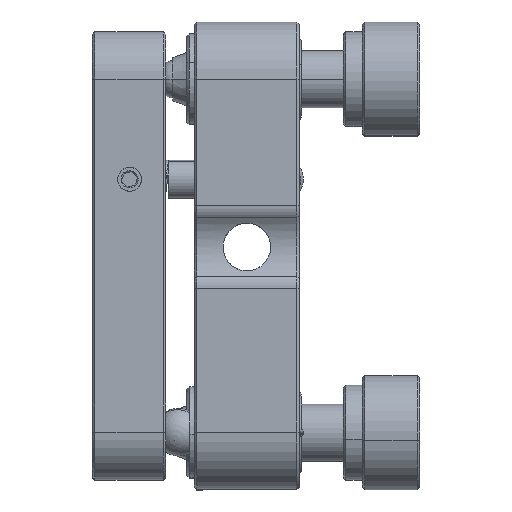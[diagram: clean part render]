
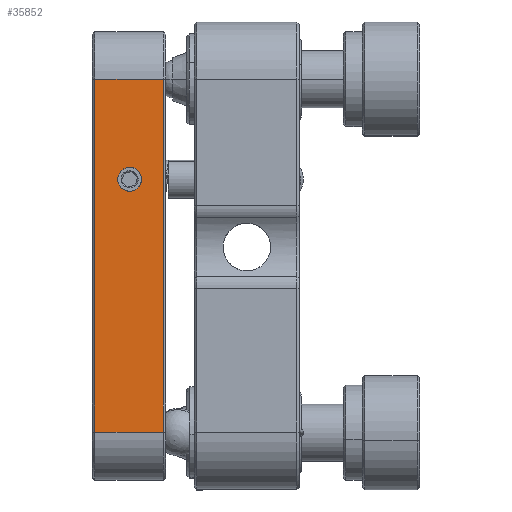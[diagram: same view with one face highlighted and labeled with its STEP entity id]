
A CAD part, top view. The second image highlights one B-rep face of the part: STEP entity #35852.
In plain terms, the highlighted planar face has unit normal (0, 0, 1).
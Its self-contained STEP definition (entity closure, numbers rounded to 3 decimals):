
#16 = CIRCLE ( 'NONE', #57935, 1.25 ) ;
#1458 = DIRECTION ( 'NONE',  ( 0., 1., 0. ) ) ;
#1482 = VECTOR ( 'NONE', #30461, 1000. ) ;
#2207 = LINE ( 'NONE', #10396, #1482 ) ;
#2872 = EDGE_CURVE ( 'NONE', #57773, #40069, #16, .T. ) ;
#4400 = ORIENTED_EDGE ( 'NONE', *, *, #35566, .F. ) ;
#4426 = VERTEX_POINT ( 'NONE', #13703 ) ;
#4996 = EDGE_CURVE ( 'NONE', #24322, #36236, #2207, .T. ) ;
#7125 = CARTESIAN_POINT ( 'NONE',  ( -11.046, 8., 23.5 ) ) ;
#7989 = DIRECTION ( 'NONE',  ( 0., 0., -1. ) ) ;
#8949 = DIRECTION ( 'NONE',  ( 0., 0., -1. ) ) ;
#10396 = CARTESIAN_POINT ( 'NONE',  ( -8.496, 18.5, 23.5 ) ) ;
#12358 = ORIENTED_EDGE ( 'NONE', *, *, #34025, .F. ) ;
#12949 = EDGE_LOOP ( 'NONE', ( #4400, #35995, #40502, #12358 ) ) ;
#13703 = CARTESIAN_POINT ( 'NONE',  ( -15.946, -18.5, 23.5 ) ) ;
#13819 = EDGE_CURVE ( 'NONE', #40069, #57773, #40912, .T. ) ;
#14354 = FACE_BOUND ( 'NONE', #24717, .T. ) ;
#16297 = CARTESIAN_POINT ( 'NONE',  ( -15.946, 23.5, 23.5 ) ) ;
#17198 = ORIENTED_EDGE ( 'NONE', *, *, #13819, .T. ) ;
#17269 = DIRECTION ( 'NONE',  ( -1., 0., 0. ) ) ;
#18230 = LINE ( 'NONE', #27733, #30752 ) ;
#22243 = LINE ( 'NONE', #54507, #58930 ) ;
#22630 = CARTESIAN_POINT ( 'NONE',  ( -12.296, 8., 23.5 ) ) ;
#23050 = VECTOR ( 'NONE', #1458, 1000. ) ;
#24322 = VERTEX_POINT ( 'NONE', #57998 ) ;
#24717 = EDGE_LOOP ( 'NONE', ( #17198, #43825 ) ) ;
#25456 = LINE ( 'NONE', #16297, #23050 ) ;
#27018 = DIRECTION ( 'NONE',  ( -1., 0., 0. ) ) ;
#27733 = CARTESIAN_POINT ( 'NONE',  ( -8.496, -18.5, 23.5 ) ) ;
#28428 = AXIS2_PLACEMENT_3D ( 'NONE', #33588, #8949, #63239 ) ;
#29027 = PLANE ( 'NONE',  #28428 ) ;
#30461 = DIRECTION ( 'NONE',  ( 1., 0., 0. ) ) ;
#30752 = VECTOR ( 'NONE', #17269, 1000. ) ;
#33588 = CARTESIAN_POINT ( 'NONE',  ( -8.496, 23.5, 23.5 ) ) ;
#34025 = EDGE_CURVE ( 'NONE', #4426, #24322, #25456, .T. ) ;
#35566 = EDGE_CURVE ( 'NONE', #46448, #4426, #18230, .T. ) ;
#35852 = ADVANCED_FACE ( 'NONE', ( #14354, #52575 ), #29027, .F. ) ;
#35995 = ORIENTED_EDGE ( 'NONE', *, *, #44394, .F. ) ;
#36236 = VERTEX_POINT ( 'NONE', #59136 ) ;
#38396 = DIRECTION ( 'NONE',  ( 0., 0., -1. ) ) ;
#38616 = CARTESIAN_POINT ( 'NONE',  ( -12.296, 8., 23.5 ) ) ;
#40069 = VERTEX_POINT ( 'NONE', #60932 ) ;
#40502 = ORIENTED_EDGE ( 'NONE', *, *, #4996, .F. ) ;
#40912 = CIRCLE ( 'NONE', #62405, 1.25 ) ;
#43825 = ORIENTED_EDGE ( 'NONE', *, *, #2872, .T. ) ;
#44394 = EDGE_CURVE ( 'NONE', #36236, #46448, #22243, .T. ) ;
#46448 = VERTEX_POINT ( 'NONE', #48722 ) ;
#48722 = CARTESIAN_POINT ( 'NONE',  ( -8.746, -18.5, 23.5 ) ) ;
#52575 = FACE_OUTER_BOUND ( 'NONE', #12949, .T. ) ;
#54507 = CARTESIAN_POINT ( 'NONE',  ( -8.746, -18.5, 23.5 ) ) ;
#54730 = DIRECTION ( 'NONE',  ( 0., -1., 0. ) ) ;
#57773 = VERTEX_POINT ( 'NONE', #7125 ) ;
#57935 = AXIS2_PLACEMENT_3D ( 'NONE', #38616, #38396, #64114 ) ;
#57998 = CARTESIAN_POINT ( 'NONE',  ( -15.946, 18.5, 23.5 ) ) ;
#58930 = VECTOR ( 'NONE', #54730, 1000. ) ;
#59136 = CARTESIAN_POINT ( 'NONE',  ( -8.746, 18.5, 23.5 ) ) ;
#60932 = CARTESIAN_POINT ( 'NONE',  ( -13.546, 8., 23.5 ) ) ;
#62405 = AXIS2_PLACEMENT_3D ( 'NONE', #22630, #7989, #27018 ) ;
#63239 = DIRECTION ( 'NONE',  ( 0., -1., 0. ) ) ;
#64114 = DIRECTION ( 'NONE',  ( -1., 0., 0. ) ) ;
